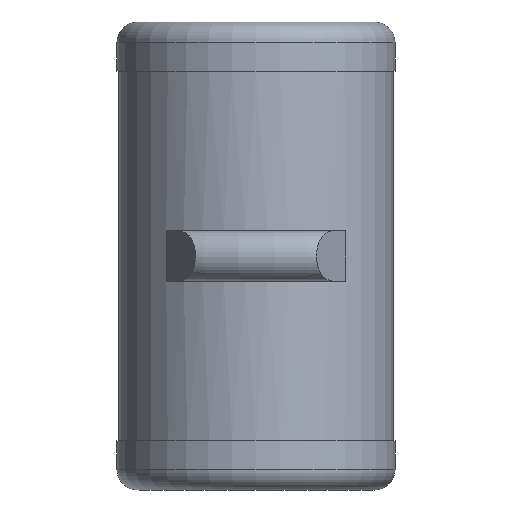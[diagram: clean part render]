
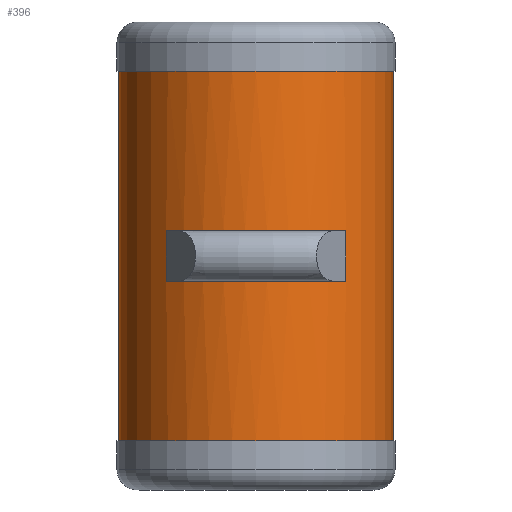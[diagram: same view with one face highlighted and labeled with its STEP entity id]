
A CAD part, front view. The second image highlights one B-rep face of the part: STEP entity #396.
In plain terms, the highlighted cylindrical face has radius 7.95 mm (diameter 15.9 mm), a full revolution.
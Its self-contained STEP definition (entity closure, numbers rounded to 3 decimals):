
#29=CYLINDRICAL_SURFACE('',#454,7.95);
#31=CIRCLE('',#421,7.95);
#33=CIRCLE('',#424,7.95);
#35=CIRCLE('',#429,7.95);
#37=CIRCLE('',#432,7.95);
#48=CIRCLE('',#453,7.95);
#49=CIRCLE('',#455,7.95);
#70=LINE('',#713,#94);
#71=LINE('',#714,#95);
#72=LINE('',#715,#96);
#73=LINE('',#716,#97);
#94=VECTOR('',#563,1000.);
#95=VECTOR('',#564,1000.);
#96=VECTOR('',#565,1000.);
#97=VECTOR('',#566,1000.);
#158=ORIENTED_EDGE('',*,*,#237,.T.);
#159=ORIENTED_EDGE('',*,*,#238,.T.);
#160=ORIENTED_EDGE('',*,*,#208,.T.);
#161=ORIENTED_EDGE('',*,*,#239,.T.);
#162=ORIENTED_EDGE('',*,*,#204,.F.);
#163=ORIENTED_EDGE('',*,*,#220,.F.);
#164=ORIENTED_EDGE('',*,*,#240,.T.);
#165=ORIENTED_EDGE('',*,*,#224,.T.);
#166=ORIENTED_EDGE('',*,*,#241,.T.);
#167=ORIENTED_EDGE('',*,*,#236,.F.);
#204=EDGE_CURVE('',#250,#251,#31,.F.);
#208=EDGE_CURVE('',#253,#252,#33,.F.);
#220=EDGE_CURVE('',#262,#263,#35,.F.);
#224=EDGE_CURVE('',#265,#264,#37,.F.);
#236=EDGE_CURVE('',#276,#276,#48,.T.);
#237=EDGE_CURVE('',#277,#277,#49,.T.);
#238=EDGE_CURVE('',#250,#253,#70,.T.);
#239=EDGE_CURVE('',#252,#251,#71,.F.);
#240=EDGE_CURVE('',#262,#265,#72,.T.);
#241=EDGE_CURVE('',#264,#263,#73,.F.);
#250=VERTEX_POINT('',#619);
#251=VERTEX_POINT('',#621);
#252=VERTEX_POINT('',#626);
#253=VERTEX_POINT('',#628);
#262=VERTEX_POINT('',#667);
#263=VERTEX_POINT('',#669);
#264=VERTEX_POINT('',#674);
#265=VERTEX_POINT('',#676);
#276=VERTEX_POINT('',#709);
#277=VERTEX_POINT('',#712);
#310=EDGE_LOOP('',(#158));
#311=EDGE_LOOP('',(#159,#160,#161,#162));
#312=EDGE_LOOP('',(#163,#164,#165,#166));
#313=EDGE_LOOP('',(#167));
#350=FACE_BOUND('',#310,.T.);
#351=FACE_BOUND('',#311,.T.);
#352=FACE_BOUND('',#312,.T.);
#353=FACE_BOUND('',#313,.T.);
#396=ADVANCED_FACE('',(#350,#351,#352,#353),#29,.T.);
#421=AXIS2_PLACEMENT_3D('',#620,#480,#481);
#424=AXIS2_PLACEMENT_3D('',#627,#488,#489);
#429=AXIS2_PLACEMENT_3D('',#668,#506,#507);
#432=AXIS2_PLACEMENT_3D('',#675,#514,#515);
#453=AXIS2_PLACEMENT_3D('',#708,#557,#558);
#454=AXIS2_PLACEMENT_3D('',#710,#559,#560);
#455=AXIS2_PLACEMENT_3D('',#711,#561,#562);
#480=DIRECTION('',(0.,0.,1.));
#481=DIRECTION('',(1.,0.,0.));
#488=DIRECTION('',(0.,0.,1.));
#489=DIRECTION('',(1.,0.,0.));
#506=DIRECTION('',(0.,0.,1.));
#507=DIRECTION('',(1.,0.,0.));
#514=DIRECTION('',(0.,0.,1.));
#515=DIRECTION('',(1.,0.,0.));
#557=DIRECTION('',(0.,0.,-1.));
#558=DIRECTION('',(-1.,0.,0.));
#559=DIRECTION('',(0.,0.,-1.));
#560=DIRECTION('',(-1.,0.,0.));
#561=DIRECTION('',(0.,0.,-1.));
#562=DIRECTION('',(-1.,0.,0.));
#563=DIRECTION('',(0.,0.,-1.));
#564=DIRECTION('',(0.,0.,-1.));
#565=DIRECTION('',(0.,0.,-1.));
#566=DIRECTION('',(0.,0.,-1.));
#619=CARTESIAN_POINT('',(-5.2,6.014,1.46));
#620=CARTESIAN_POINT('',(0.,0.,1.46));
#621=CARTESIAN_POINT('',(5.2,6.014,1.46));
#626=CARTESIAN_POINT('',(5.2,6.014,-1.46));
#627=CARTESIAN_POINT('',(0.,0.,-1.46));
#628=CARTESIAN_POINT('',(-5.2,6.014,-1.46));
#667=CARTESIAN_POINT('',(5.2,-6.014,1.46));
#668=CARTESIAN_POINT('',(0.,0.,1.46));
#669=CARTESIAN_POINT('',(-5.2,-6.014,1.46));
#674=CARTESIAN_POINT('',(-5.2,-6.014,-1.46));
#675=CARTESIAN_POINT('',(0.,0.,-1.46));
#676=CARTESIAN_POINT('',(5.2,-6.014,-1.46));
#708=CARTESIAN_POINT('',(0.,0.,-10.7));
#709=CARTESIAN_POINT('',(-7.95,0.,-10.7));
#710=CARTESIAN_POINT('',(0.,0.,-13.55));
#711=CARTESIAN_POINT('',(0.,0.,10.7));
#712=CARTESIAN_POINT('',(-7.95,0.,10.7));
#713=CARTESIAN_POINT('',(-5.2,6.014,-13.55));
#714=CARTESIAN_POINT('',(5.2,6.014,-13.55));
#715=CARTESIAN_POINT('',(5.2,-6.014,-13.55));
#716=CARTESIAN_POINT('',(-5.2,-6.014,-13.55));
